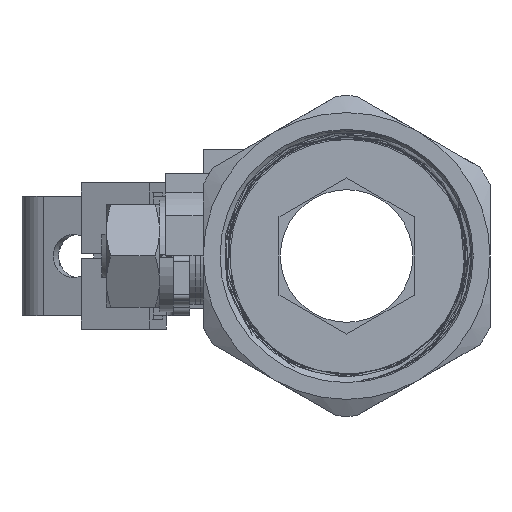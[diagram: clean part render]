
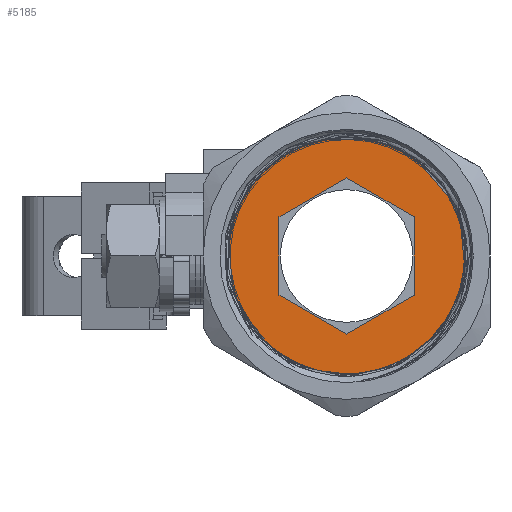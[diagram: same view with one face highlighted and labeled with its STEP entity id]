
A CAD part, left-side view. The second image highlights one B-rep face of the part: STEP entity #5185.
In plain terms, the highlighted planar face has unit normal (-1, 0, 0).
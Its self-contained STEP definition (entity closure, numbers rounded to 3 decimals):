
#211=B_SPLINE_CURVE_WITH_KNOTS('',3,(#19205,#19206,#19207,#19208),
 .UNSPECIFIED.,.F.,.F.,(4,4),(0.,1.),.UNSPECIFIED.);
#410=CIRCLE('',#5603,21.8);
#1501=ORIENTED_EDGE('',*,*,#2749,.F.);
#1502=ORIENTED_EDGE('',*,*,#2748,.T.);
#1503=ORIENTED_EDGE('',*,*,#2788,.T.);
#1504=ORIENTED_EDGE('',*,*,#2783,.F.);
#1505=ORIENTED_EDGE('',*,*,#2781,.F.);
#1506=ORIENTED_EDGE('',*,*,#2779,.F.);
#1507=ORIENTED_EDGE('',*,*,#2777,.F.);
#1508=ORIENTED_EDGE('',*,*,#2775,.F.);
#1509=ORIENTED_EDGE('',*,*,#2772,.F.);
#2748=EDGE_CURVE('',#3501,#3502,#3938,.T.);
#2749=EDGE_CURVE('',#3501,#3503,#211,.F.);
#2772=EDGE_CURVE('',#3524,#3525,#3948,.T.);
#2775=EDGE_CURVE('',#3525,#3526,#3951,.T.);
#2777=EDGE_CURVE('',#3526,#3527,#3953,.T.);
#2779=EDGE_CURVE('',#3527,#3528,#3955,.T.);
#2781=EDGE_CURVE('',#3528,#3529,#3957,.T.);
#2783=EDGE_CURVE('',#3529,#3524,#3959,.T.);
#2788=EDGE_CURVE('',#3502,#3503,#410,.T.);
#3501=VERTEX_POINT('',#18561);
#3502=VERTEX_POINT('',#18563);
#3503=VERTEX_POINT('',#19209);
#3524=VERTEX_POINT('',#19519);
#3525=VERTEX_POINT('',#19520);
#3526=VERTEX_POINT('',#19525);
#3527=VERTEX_POINT('',#19529);
#3528=VERTEX_POINT('',#19533);
#3529=VERTEX_POINT('',#19537);
#3938=LINE('',#18564,#4223);
#3948=LINE('',#19518,#4233);
#3951=LINE('',#19524,#4236);
#3953=LINE('',#19528,#4238);
#3955=LINE('',#19532,#4240);
#3957=LINE('',#19536,#4242);
#3959=LINE('',#19540,#4244);
#4223=VECTOR('',#6211,1000.);
#4233=VECTOR('',#6229,1000.);
#4236=VECTOR('',#6234,1000.);
#4238=VECTOR('',#6238,1000.);
#4240=VECTOR('',#6242,1000.);
#4242=VECTOR('',#6246,1000.);
#4244=VECTOR('',#6250,1000.);
#4505=EDGE_LOOP('',(#1501,#1502,#1503));
#4506=EDGE_LOOP('',(#1504,#1505,#1506,#1507,#1508,#1509));
#4794=FACE_BOUND('',#4505,.T.);
#4795=FACE_BOUND('',#4506,.T.);
#5031=PLANE('',#5602);
#5185=ADVANCED_FACE('',(#4794,#4795),#5031,.T.);
#5602=AXIS2_PLACEMENT_3D('',#19550,#6263,#6264);
#5603=AXIS2_PLACEMENT_3D('',#19551,#6265,#6266);
#6211=DIRECTION('',(0.,0.707,-0.707));
#6229=DIRECTION('',(0.,-0.866,-0.5));
#6234=DIRECTION('',(0.,-0.866,0.5));
#6238=DIRECTION('',(0.,0.,1.));
#6242=DIRECTION('',(0.,0.866,0.5));
#6246=DIRECTION('',(0.,0.866,-0.5));
#6250=DIRECTION('',(0.,0.,-1.));
#6263=DIRECTION('',(-1.,0.,0.));
#6264=DIRECTION('',(0.,0.,1.));
#6265=DIRECTION('',(-1.,0.,0.));
#6266=DIRECTION('',(0.,0.,1.));
#18561=CARTESIAN_POINT('',(-22.6,15.247,-15.247));
#18563=CARTESIAN_POINT('',(-22.6,15.415,-15.415));
#18564=CARTESIAN_POINT('',(-22.6,0.,0.));
#19205=CARTESIAN_POINT('',(-22.6,21.375,-4.282));
#19206=CARTESIAN_POINT('',(-22.6,20.465,-8.427));
#19207=CARTESIAN_POINT('',(-22.6,18.323,-12.277));
#19208=CARTESIAN_POINT('',(-22.6,15.247,-15.247));
#19209=CARTESIAN_POINT('',(-22.6,21.375,-4.282));
#19518=CARTESIAN_POINT('',(-22.6,12.5,-7.217));
#19519=CARTESIAN_POINT('',(-22.6,12.5,-7.217));
#19520=CARTESIAN_POINT('',(-22.6,0.,-14.434));
#19524=CARTESIAN_POINT('',(-22.6,0.,-14.434));
#19525=CARTESIAN_POINT('',(-22.6,-12.5,-7.217));
#19528=CARTESIAN_POINT('',(-22.6,-12.5,-7.217));
#19529=CARTESIAN_POINT('',(-22.6,-12.5,7.217));
#19532=CARTESIAN_POINT('',(-22.6,-12.5,7.217));
#19533=CARTESIAN_POINT('',(-22.6,0.,14.434));
#19536=CARTESIAN_POINT('',(-22.6,0.,14.434));
#19537=CARTESIAN_POINT('',(-22.6,12.5,7.217));
#19540=CARTESIAN_POINT('',(-22.6,12.5,7.217));
#19550=CARTESIAN_POINT('',(-22.6,0.,0.));
#19551=CARTESIAN_POINT('',(-22.6,0.,0.));
